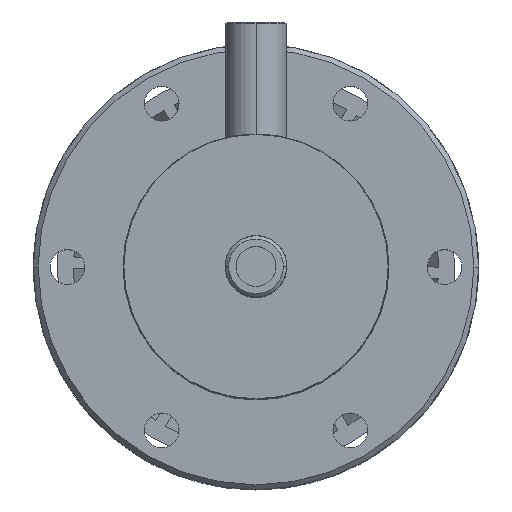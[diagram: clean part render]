
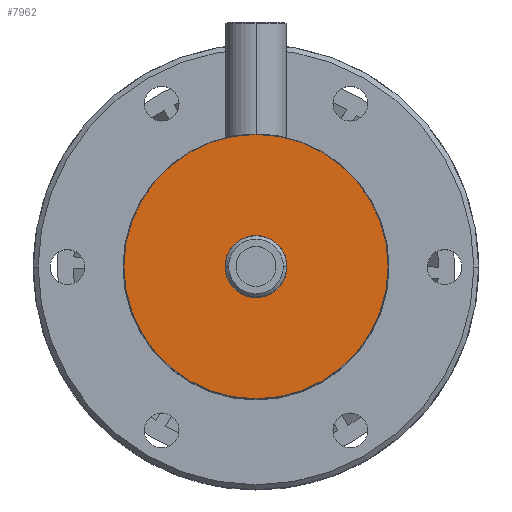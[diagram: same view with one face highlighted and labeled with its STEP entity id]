
A CAD part, top view. The second image highlights one B-rep face of the part: STEP entity #7962.
In plain terms, the highlighted planar face has unit normal (0, 0, 1).
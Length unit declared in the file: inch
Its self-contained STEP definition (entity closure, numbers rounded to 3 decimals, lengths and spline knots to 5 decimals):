
#203 = AXIS2_PLACEMENT_3D ( 'NONE', #6887, #1724, #7746 ) ;
#1154 = DIRECTION ( 'NONE',  ( 1., 0., 0. ) ) ;
#1191 = EDGE_CURVE ( 'NONE', #6358, #1876, #9045, .T. ) ;
#1724 = DIRECTION ( 'NONE',  ( 0., 0., 1. ) ) ;
#1865 = CIRCLE ( 'NONE', #203, 0.81 ) ;
#1876 = VERTEX_POINT ( 'NONE', #7581 ) ;
#1974 = PLANE ( 'NONE',  #7964 ) ;
#2036 = FACE_BOUND ( 'NONE', #2701, .T. ) ;
#2663 = ORIENTED_EDGE ( 'NONE', *, *, #6468, .T. ) ;
#2701 = EDGE_LOOP ( 'NONE', ( #2663, #7202 ) ) ;
#3074 = CARTESIAN_POINT ( 'NONE',  ( 0., 0., 0.84252 ) ) ;
#3707 = CARTESIAN_POINT ( 'NONE',  ( -0.81, 0., 0.84252 ) ) ;
#3843 = CIRCLE ( 'NONE', #10124, 0.19 ) ;
#3949 = DIRECTION ( 'NONE',  ( -1., 0., 0. ) ) ;
#3971 = CARTESIAN_POINT ( 'NONE',  ( 0., 0., 0.84252 ) ) ;
#4513 = EDGE_CURVE ( 'NONE', #9856, #4606, #1865, .T. ) ;
#4597 = DIRECTION ( 'NONE',  ( 0., 0., -1. ) ) ;
#4606 = VERTEX_POINT ( 'NONE', #3707 ) ;
#4855 = DIRECTION ( 'NONE',  ( -1., 0., 0. ) ) ;
#5234 = CARTESIAN_POINT ( 'NONE',  ( 0.19, 0., 0.84252 ) ) ;
#5392 = EDGE_LOOP ( 'NONE', ( #7077, #5974 ) ) ;
#5882 = CARTESIAN_POINT ( 'NONE',  ( 0.81, 0., 0.84252 ) ) ;
#5974 = ORIENTED_EDGE ( 'NONE', *, *, #4513, .T. ) ;
#6309 = CARTESIAN_POINT ( 'NONE',  ( -0.405, 0., 0.84252 ) ) ;
#6358 = VERTEX_POINT ( 'NONE', #5234 ) ;
#6468 = EDGE_CURVE ( 'NONE', #1876, #6358, #3843, .T. ) ;
#6617 = EDGE_CURVE ( 'NONE', #4606, #9856, #8802, .T. ) ;
#6887 = CARTESIAN_POINT ( 'NONE',  ( 0., 0., 0.84252 ) ) ;
#7077 = ORIENTED_EDGE ( 'NONE', *, *, #6617, .T. ) ;
#7202 = ORIENTED_EDGE ( 'NONE', *, *, #1191, .T. ) ;
#7581 = CARTESIAN_POINT ( 'NONE',  ( -0.19, 0., 0.84252 ) ) ;
#7746 = DIRECTION ( 'NONE',  ( -1., 0., 0. ) ) ;
#7962 = ADVANCED_FACE ( 'NONE', ( #10874, #2036 ), #1974, .T. ) ;
#7964 = AXIS2_PLACEMENT_3D ( 'NONE', #6309, #10494, #1154 ) ;
#8258 = AXIS2_PLACEMENT_3D ( 'NONE', #3074, #9078, #3949 ) ;
#8802 = CIRCLE ( 'NONE', #8258, 0.81 ) ;
#9045 = CIRCLE ( 'NONE', #10566, 0.19 ) ;
#9078 = DIRECTION ( 'NONE',  ( 0., 0., 1. ) ) ;
#9698 = CARTESIAN_POINT ( 'NONE',  ( 0., 0., 0.84252 ) ) ;
#9856 = VERTEX_POINT ( 'NONE', #5882 ) ;
#9935 = DIRECTION ( 'NONE',  ( 0., 0., -1. ) ) ;
#10124 = AXIS2_PLACEMENT_3D ( 'NONE', #9698, #4597, #10538 ) ;
#10494 = DIRECTION ( 'NONE',  ( 0., 0., 1. ) ) ;
#10538 = DIRECTION ( 'NONE',  ( -1., 0., 0. ) ) ;
#10566 = AXIS2_PLACEMENT_3D ( 'NONE', #3971, #9935, #4855 ) ;
#10874 = FACE_OUTER_BOUND ( 'NONE', #5392, .T. ) ;
